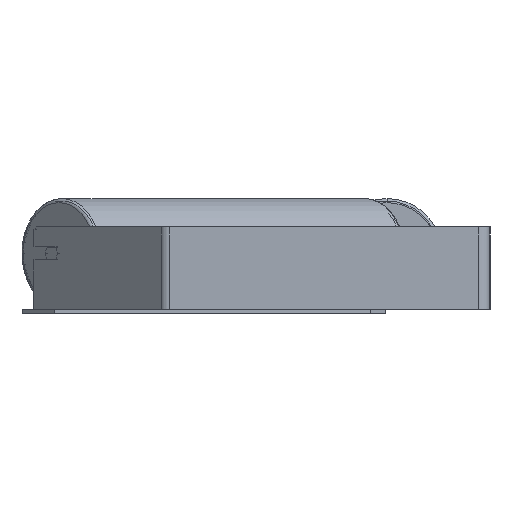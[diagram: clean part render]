
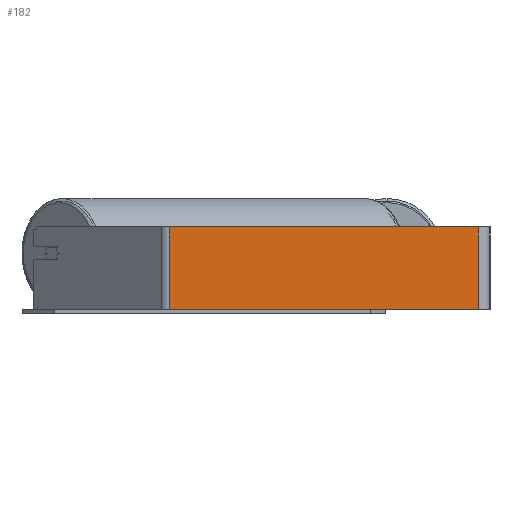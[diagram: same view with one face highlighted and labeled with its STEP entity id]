
A CAD part, left-side view. The second image highlights one B-rep face of the part: STEP entity #182.
In plain terms, the highlighted planar face has unit normal (-1, 0, 0).
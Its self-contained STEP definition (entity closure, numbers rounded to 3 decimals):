
#109 = DIRECTION ( 'NONE',  ( 0., -1., 0. ) ) ;
#182 = ADVANCED_FACE ( 'NONE', ( #2479 ), #7463, .F. ) ;
#293 = VERTEX_POINT ( 'NONE', #3384 ) ;
#538 = EDGE_CURVE ( 'NONE', #2299, #835, #5451, .T. ) ;
#835 = VERTEX_POINT ( 'NONE', #1085 ) ;
#862 = LINE ( 'NONE', #5213, #6029 ) ;
#1085 = CARTESIAN_POINT ( 'NONE',  ( -840., 389.403, -50. ) ) ;
#1174 = CARTESIAN_POINT ( 'NONE',  ( -840., 14., 50. ) ) ;
#1320 = EDGE_CURVE ( 'NONE', #293, #2674, #7526, .T. ) ;
#2299 = VERTEX_POINT ( 'NONE', #7104 ) ;
#2479 = FACE_OUTER_BOUND ( 'NONE', #3091, .T. ) ;
#2674 = VERTEX_POINT ( 'NONE', #5765 ) ;
#3091 = EDGE_LOOP ( 'NONE', ( #7959, #3317, #8407, #5771 ) ) ;
#3317 = ORIENTED_EDGE ( 'NONE', *, *, #1320, .F. ) ;
#3384 = CARTESIAN_POINT ( 'NONE',  ( -840., 14., 50. ) ) ;
#4512 = VECTOR ( 'NONE', #109, 1000. ) ;
#4524 = DIRECTION ( 'NONE',  ( 0., 0., -1. ) ) ;
#4611 = VECTOR ( 'NONE', #6763, 1000. ) ;
#4750 = VECTOR ( 'NONE', #9166, 1000. ) ;
#4900 = AXIS2_PLACEMENT_3D ( 'NONE', #6699, #5927, #4524 ) ;
#5213 = CARTESIAN_POINT ( 'NONE',  ( -840., 395.202, 50. ) ) ;
#5451 = LINE ( 'NONE', #8358, #4750 ) ;
#5704 = CARTESIAN_POINT ( 'NONE',  ( -840., 395.202, -50. ) ) ;
#5765 = CARTESIAN_POINT ( 'NONE',  ( -840., 14., -50. ) ) ;
#5771 = ORIENTED_EDGE ( 'NONE', *, *, #538, .T. ) ;
#5927 = DIRECTION ( 'NONE',  ( 1., 0., 0. ) ) ;
#6029 = VECTOR ( 'NONE', #9020, 1000. ) ;
#6699 = CARTESIAN_POINT ( 'NONE',  ( -840., 395.202, 50. ) ) ;
#6742 = EDGE_CURVE ( 'NONE', #835, #2674, #8427, .T. ) ;
#6763 = DIRECTION ( 'NONE',  ( 0., 0., -1. ) ) ;
#7104 = CARTESIAN_POINT ( 'NONE',  ( -840., 389.403, 50. ) ) ;
#7364 = EDGE_CURVE ( 'NONE', #2299, #293, #862, .T. ) ;
#7463 = PLANE ( 'NONE',  #4900 ) ;
#7526 = LINE ( 'NONE', #1174, #4611 ) ;
#7959 = ORIENTED_EDGE ( 'NONE', *, *, #6742, .T. ) ;
#8358 = CARTESIAN_POINT ( 'NONE',  ( -840., 389.403, 50. ) ) ;
#8407 = ORIENTED_EDGE ( 'NONE', *, *, #7364, .F. ) ;
#8427 = LINE ( 'NONE', #5704, #4512 ) ;
#9020 = DIRECTION ( 'NONE',  ( 0., -1., 0. ) ) ;
#9166 = DIRECTION ( 'NONE',  ( 0., 0., -1. ) ) ;
